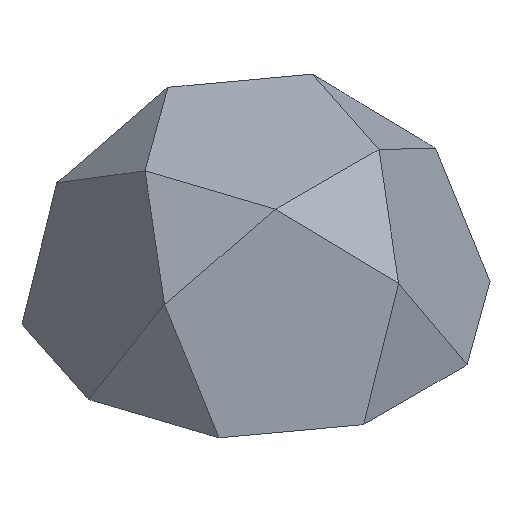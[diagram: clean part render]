
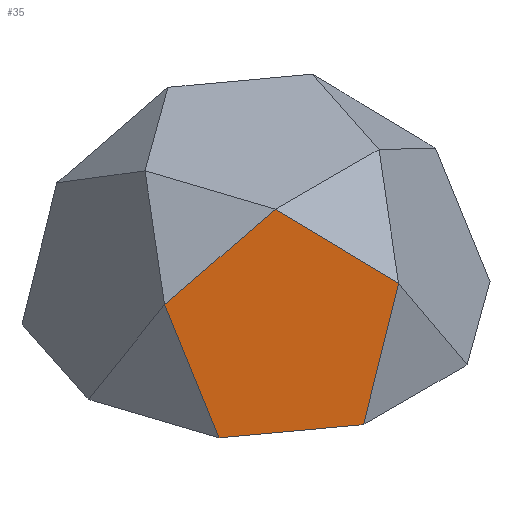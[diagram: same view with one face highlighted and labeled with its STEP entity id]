
A CAD part, isometric view. The second image highlights one B-rep face of the part: STEP entity #35.
In plain terms, the highlighted planar face has unit normal (-0.526, -0.724, 0.447).
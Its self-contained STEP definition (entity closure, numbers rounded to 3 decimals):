
#35=ADVANCED_FACE('',(#68),#605,.T.);
#68=FACE_OUTER_BOUND('',#101,.T.);
#101=EDGE_LOOP('',(#165,#166,#167,#168,#169,#170,#171));
#165=ORIENTED_EDGE('',*,*,#349,.F.);
#166=ORIENTED_EDGE('',*,*,#362,.F.);
#167=ORIENTED_EDGE('',*,*,#336,.T.);
#168=ORIENTED_EDGE('',*,*,#400,.F.);
#169=ORIENTED_EDGE('',*,*,#325,.T.);
#170=ORIENTED_EDGE('',*,*,#351,.F.);
#171=ORIENTED_EDGE('',*,*,#345,.F.);
#325=EDGE_CURVE('',#525,#526,#425,.T.);
#336=EDGE_CURVE('',#541,#542,#436,.T.);
#345=EDGE_CURVE('',#555,#557,#445,.T.);
#349=EDGE_CURVE('',#558,#555,#449,.T.);
#351=EDGE_CURVE('',#557,#526,#451,.T.);
#362=EDGE_CURVE('',#541,#558,#462,.T.);
#400=EDGE_CURVE('',#525,#542,#500,.T.);
#425=B_SPLINE_CURVE_WITH_KNOTS('',1,(#823,#824),.UNSPECIFIED.,.F.,.F.,(2,
2),(2.974,3.),.UNSPECIFIED.);
#436=B_SPLINE_CURVE_WITH_KNOTS('',1,(#845,#846),.UNSPECIFIED.,.F.,.F.,(2,
2),(2.,2.026),.UNSPECIFIED.);
#445=B_SPLINE_CURVE_WITH_KNOTS('',1,(#863,#864),.UNSPECIFIED.,.F.,.F.,(2,
2),(0.,1.),.UNSPECIFIED.);
#449=B_SPLINE_CURVE_WITH_KNOTS('',1,(#871,#872),.UNSPECIFIED.,.F.,.F.,(2,
2),(2.,3.),.UNSPECIFIED.);
#451=B_SPLINE_CURVE_WITH_KNOTS('',1,(#875,#876),.UNSPECIFIED.,.F.,.F.,(2,
2),(2.,3.),.UNSPECIFIED.);
#462=B_SPLINE_CURVE_WITH_KNOTS('',1,(#897,#898),.UNSPECIFIED.,.F.,.F.,(2,
2),(1.,2.),.UNSPECIFIED.);
#500=B_SPLINE_CURVE_WITH_KNOTS('',1,(#1017,#1018),.UNSPECIFIED.,.F.,.F.,
(2,2),(-2.974,-2.026),.UNSPECIFIED.);
#525=VERTEX_POINT('',#753);
#526=VERTEX_POINT('',#754);
#541=VERTEX_POINT('',#769);
#542=VERTEX_POINT('',#770);
#555=VERTEX_POINT('',#783);
#557=VERTEX_POINT('',#785);
#558=VERTEX_POINT('',#786);
#605=PLANE('',#658);
#658=AXIS2_PLACEMENT_3D('',#730,#694,$);
#694=DIRECTION('',(-0.526,-0.724,0.447));
#730=CARTESIAN_POINT('',(-153.642,-5.914,38.279));
#753=CARTESIAN_POINT('',(-136.015,-42.379,0.));
#754=CARTESIAN_POINT('',(-135.439,-42.798,0.));
#769=CARTESIAN_POINT('',(-157.939,-26.45,0.));
#770=CARTESIAN_POINT('',(-157.364,-26.868,0.));
#783=CARTESIAN_POINT('',(-135.439,-19.14,38.279));
#785=CARTESIAN_POINT('',(-121.534,-38.279,23.658));
#786=CARTESIAN_POINT('',(-157.939,-11.829,23.658));
#823=CARTESIAN_POINT('',(-136.015,-42.379,0.));
#824=CARTESIAN_POINT('',(-135.439,-42.798,0.));
#845=CARTESIAN_POINT('',(-157.939,-26.45,0.));
#846=CARTESIAN_POINT('',(-157.364,-26.868,0.));
#863=CARTESIAN_POINT('',(-135.439,-19.14,38.279));
#864=CARTESIAN_POINT('',(-121.534,-38.279,23.658));
#871=CARTESIAN_POINT('',(-157.939,-11.829,23.658));
#872=CARTESIAN_POINT('',(-135.439,-19.14,38.279));
#875=CARTESIAN_POINT('',(-121.534,-38.279,23.658));
#876=CARTESIAN_POINT('',(-135.439,-42.798,0.));
#897=CARTESIAN_POINT('',(-157.939,-26.45,0.));
#898=CARTESIAN_POINT('',(-157.939,-11.829,23.658));
#1017=CARTESIAN_POINT('',(-136.015,-42.379,0.));
#1018=CARTESIAN_POINT('',(-157.364,-26.868,0.));
